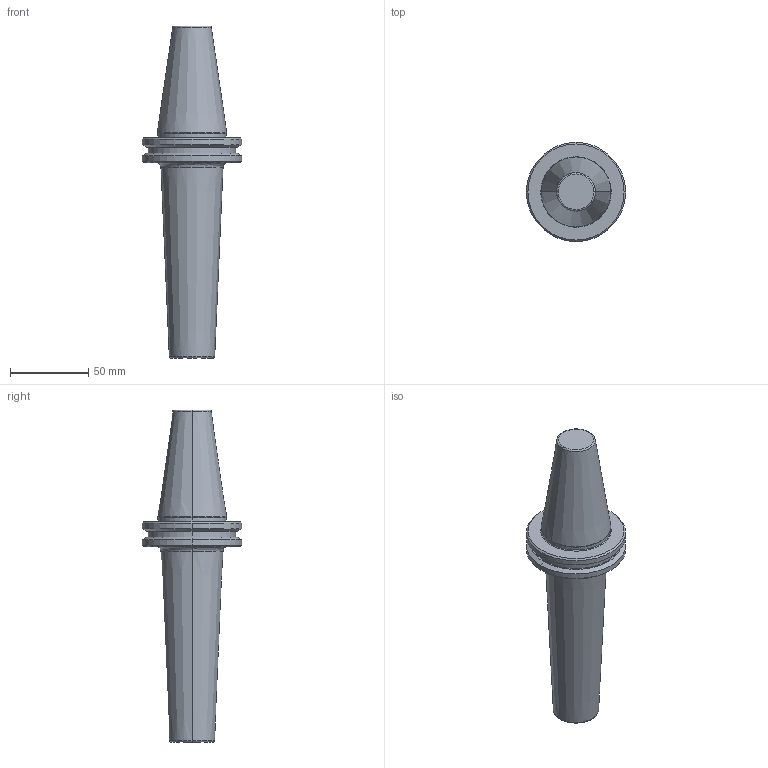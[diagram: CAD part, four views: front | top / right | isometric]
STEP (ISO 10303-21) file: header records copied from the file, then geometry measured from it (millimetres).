
FILE_DESCRIPTION (( 'STEP AP203' ), '1' );
FILE_NAME ('SK 40 MCA16 125 AD+B-2.5G 25000 SL.STEP', '2019-05-04T08:59:02', ( '' ), ( '' ), 'SwSTEP 2.0', 'SolidWorks 2014', '' );
FILE_SCHEMA (( 'CONFIG_CONTROL_DESIGN' ));
Length unit declared in the file: millimetre
Products named in the file (1): SK 40 MCA16 125 AD+B-2.5G 25000 SL
Bounding box: 63.5 x 63.5 x 212.5 mm (x, y, z)
Volume: 235160.5 mm3; surface area: 29729 mm2
Topology: 1 solids, 1 shells, 37 faces, 73 edges, 42 vertices
Faces by surface type: cone 14, bspline 8, cylinder 8, plane 7
Entity records: 1526 total; most frequent: CARTESIAN_POINT 711, DIRECTION 163, ORIENTED_EDGE 146, EDGE_CURVE 73, AXIS2_PLACEMENT_3D 70, VERTEX_POINT 42, EDGE_LOOP 41, CIRCLE 40
